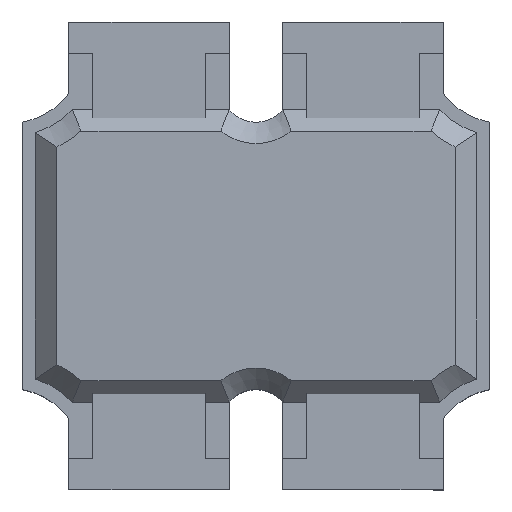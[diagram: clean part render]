
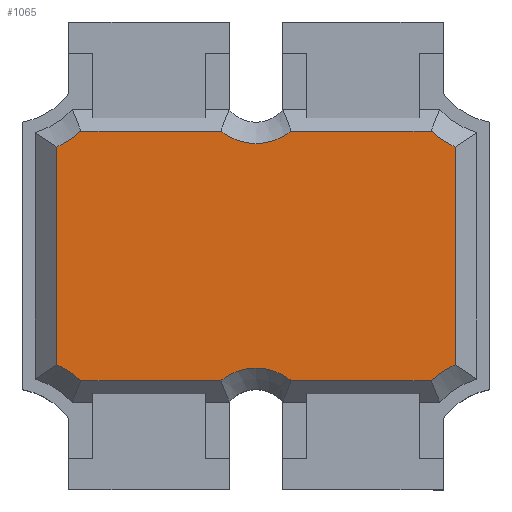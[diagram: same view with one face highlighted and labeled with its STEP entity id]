
A CAD part, top view. The second image highlights one B-rep face of the part: STEP entity #1065.
In plain terms, the highlighted planar face has unit normal (0, 0, 1).
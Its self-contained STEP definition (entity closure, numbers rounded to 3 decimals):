
#1065=ADVANCED_FACE('',(#1849),#1851,.T.);
#1849=FACE_BOUND('',#1850,.T.);
#1850=EDGE_LOOP('',(#2431,#2432,#2433,#2434,#2435,#2436,#2437,#2438,#2439,#2440,
#2441,#2442));
#1851=PLANE('',#1852);
#1852=AXIS2_PLACEMENT_3D('',#1853,#1854,#1855);
#1853=CARTESIAN_POINT('',(0.,0.,0.6));
#1854=DIRECTION('',(0.,0.,1.));
#1855=DIRECTION('',(1.,0.,0.));
#2431=ORIENTED_EDGE('',*,*,#2725,.T.);
#2432=ORIENTED_EDGE('',*,*,#2729,.T.);
#2433=ORIENTED_EDGE('',*,*,#2732,.T.);
#2434=ORIENTED_EDGE('',*,*,#2735,.T.);
#2435=ORIENTED_EDGE('',*,*,#2738,.T.);
#2436=ORIENTED_EDGE('',*,*,#2741,.T.);
#2437=ORIENTED_EDGE('',*,*,#2744,.T.);
#2438=ORIENTED_EDGE('',*,*,#2747,.T.);
#2439=ORIENTED_EDGE('',*,*,#2750,.T.);
#2440=ORIENTED_EDGE('',*,*,#2753,.T.);
#2441=ORIENTED_EDGE('',*,*,#2756,.T.);
#2442=ORIENTED_EDGE('',*,*,#2758,.T.);
#2725=EDGE_CURVE('',#3200,#3198,#3201,.T.);
#2729=EDGE_CURVE('',#3198,#3205,#3207,.T.);
#2732=EDGE_CURVE('',#3205,#3210,#3212,.T.);
#2735=EDGE_CURVE('',#3210,#3215,#3217,.T.);
#2738=EDGE_CURVE('',#3215,#3220,#3222,.T.);
#2741=EDGE_CURVE('',#3220,#3225,#3227,.T.);
#2744=EDGE_CURVE('',#3225,#3230,#3232,.T.);
#2747=EDGE_CURVE('',#3230,#3235,#3237,.T.);
#2750=EDGE_CURVE('',#3235,#3240,#3242,.T.);
#2753=EDGE_CURVE('',#3240,#3245,#3247,.T.);
#2756=EDGE_CURVE('',#3245,#3250,#3252,.T.);
#2758=EDGE_CURVE('',#3250,#3200,#3254,.T.);
#3198=VERTEX_POINT('',#4245);
#3200=VERTEX_POINT('',#4253);
#3201=CIRCLE('',#4254,0.21);
#3205=VERTEX_POINT('',#4269);
#3207=LINE('',#4277,#4278);
#3210=VERTEX_POINT('',#4285);
#3212=CIRCLE('',#4292,0.41);
#3215=VERTEX_POINT('',#4300);
#3217=LINE('',#4307,#4308);
#3220=VERTEX_POINT('',#4315);
#3222=CIRCLE('',#4323,0.41);
#3225=VERTEX_POINT('',#4331);
#3227=LINE('',#4339,#4340);
#3230=VERTEX_POINT('',#4347);
#3232=CIRCLE('',#4355,0.21);
#3235=VERTEX_POINT('',#4363);
#3237=LINE('',#4371,#4372);
#3240=VERTEX_POINT('',#4379);
#3242=CIRCLE('',#4386,0.41);
#3245=VERTEX_POINT('',#4394);
#3247=LINE('',#4401,#4402);
#3250=VERTEX_POINT('',#4409);
#3252=CIRCLE('',#4417,0.41);
#3254=LINE('',#4424,#4425);
#4245=CARTESIAN_POINT('',(0.532,0.383,0.6));
#4253=CARTESIAN_POINT('',(0.268,0.383,0.6));
#4254=AXIS2_PLACEMENT_3D('',#4255,#4256,#4257);
#4255=CARTESIAN_POINT('',(0.4,0.22,0.6));
#4256=DIRECTION('',(0.,0.,-1.));
#4257=DIRECTION('',(-0.63,0.777,0.));
#4269=CARTESIAN_POINT('',(1.055,0.383,0.6));
#4277=CARTESIAN_POINT('',(0.532,0.383,0.6));
#4278=VECTOR('',#4279,1.);
#4279=DIRECTION('',(1.,0.,0.));
#4285=CARTESIAN_POINT('',(1.145,0.443,0.6));
#4292=AXIS2_PLACEMENT_3D('',#4293,#4294,#4295);
#4293=CARTESIAN_POINT('',(1.325,0.075,0.6));
#4294=DIRECTION('',(0.,0.,-1.));
#4295=DIRECTION('',(-0.658,0.753,0.));
#4300=CARTESIAN_POINT('',(1.145,1.257,0.6));
#4307=CARTESIAN_POINT('',(1.145,0.443,0.6));
#4308=VECTOR('',#4309,1.);
#4309=DIRECTION('',(0.,1.,0.));
#4315=CARTESIAN_POINT('',(1.055,1.317,0.6));
#4323=AXIS2_PLACEMENT_3D('',#4324,#4325,#4326);
#4324=CARTESIAN_POINT('',(1.325,1.625,0.6));
#4325=DIRECTION('',(0.,0.,-1.));
#4326=DIRECTION('',(-0.439,-0.898,0.));
#4331=CARTESIAN_POINT('',(0.532,1.317,0.6));
#4339=CARTESIAN_POINT('',(1.055,1.317,0.6));
#4340=VECTOR('',#4341,1.);
#4341=DIRECTION('',(-1.,0.,0.));
#4347=CARTESIAN_POINT('',(0.268,1.317,0.6));
#4355=AXIS2_PLACEMENT_3D('',#4356,#4357,#4358);
#4356=CARTESIAN_POINT('',(0.4,1.48,0.6));
#4357=DIRECTION('',(0.,0.,-1.));
#4358=DIRECTION('',(0.63,-0.777,0.));
#4363=CARTESIAN_POINT('',(-0.255,1.317,0.6));
#4371=CARTESIAN_POINT('',(0.268,1.317,0.6));
#4372=VECTOR('',#4373,1.);
#4373=DIRECTION('',(-1.,0.,0.));
#4379=CARTESIAN_POINT('',(-0.345,1.257,0.6));
#4386=AXIS2_PLACEMENT_3D('',#4387,#4388,#4389);
#4387=CARTESIAN_POINT('',(-0.525,1.625,0.6));
#4388=DIRECTION('',(0.,0.,-1.));
#4389=DIRECTION('',(0.658,-0.753,0.));
#4394=CARTESIAN_POINT('',(-0.345,0.443,0.6));
#4401=CARTESIAN_POINT('',(-0.345,1.257,0.6));
#4402=VECTOR('',#4403,1.);
#4403=DIRECTION('',(0.,-1.,0.));
#4409=CARTESIAN_POINT('',(-0.255,0.383,0.6));
#4417=AXIS2_PLACEMENT_3D('',#4418,#4419,#4420);
#4418=CARTESIAN_POINT('',(-0.525,0.075,0.6));
#4419=DIRECTION('',(0.,0.,-1.));
#4420=DIRECTION('',(0.439,0.898,0.));
#4424=CARTESIAN_POINT('',(-0.255,0.383,0.6));
#4425=VECTOR('',#4426,1.);
#4426=DIRECTION('',(1.,0.,0.));
